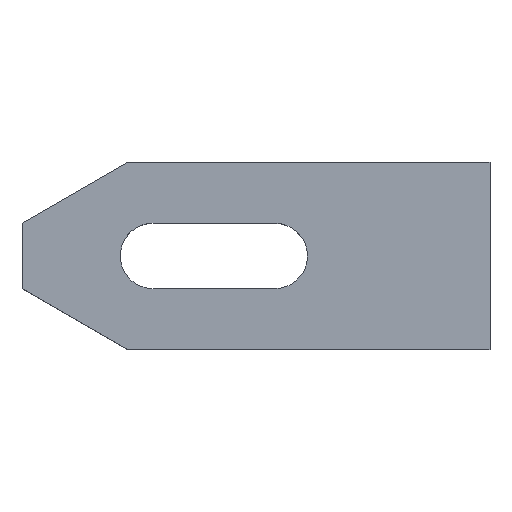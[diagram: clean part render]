
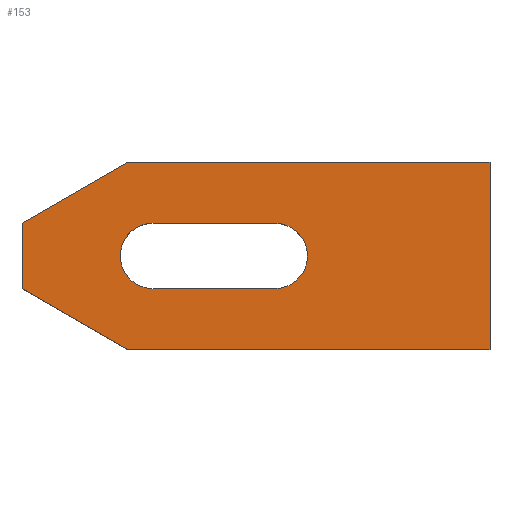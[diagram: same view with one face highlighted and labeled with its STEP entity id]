
A CAD part, top view. The second image highlights one B-rep face of the part: STEP entity #153.
In plain terms, the highlighted planar face has unit normal (0, 0, 1).
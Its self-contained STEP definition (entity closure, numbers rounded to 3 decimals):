
#101=EDGE_CURVE('',#121,#191,#245,.T.);
#105=EDGE_CURVE('',#129,#167,#249,.T.);
#117=VERTEX_POINT('',#261);
#119=EDGE_CURVE('',#169,#121,#263,.T.);
#121=VERTEX_POINT('',#265);
#129=VERTEX_POINT('',#273);
#135=EDGE_CURVE('',#117,#147,#280,.T.);
#137=EDGE_CURVE('',#173,#129,#282,.T.);
#139=EDGE_CURVE('',#191,#117,#284,.T.);
#147=VERTEX_POINT('',#293);
#151=EDGE_CURVE('',#203,#169,#298,.T.);
#153=ADVANCED_FACE('',(#300,#301),#302,.T.);
#159=VERTEX_POINT('',#309);
#167=VERTEX_POINT('',#319);
#169=VERTEX_POINT('',#321);
#173=VERTEX_POINT('',#325);
#191=VERTEX_POINT('',#345);
#193=EDGE_CURVE('',#147,#203,#347,.T.);
#201=EDGE_CURVE('',#159,#173,#357,.T.);
#203=VERTEX_POINT('',#359);
#211=EDGE_CURVE('',#167,#159,#367,.T.);
#245=LINE('',#396,#397);
#249=CIRCLE('',#402,7.0);
#261=CARTESIAN_POINT('',(22.517,-20.0,20.0));
#263=LINE('',#423,#424);
#265=CARTESIAN_POINT('',(100.,20.0,20.0));
#273=CARTESIAN_POINT('',(28.0,-7.0,20.0));
#280=LINE('',#448,#449);
#282=LINE('',#452,#453);
#284=LINE('',#456,#457);
#293=CARTESIAN_POINT('',(0.,-7.0,20.0));
#298=LINE('',#472,#473);
#300=FACE_BOUND('',#475,.T.);
#301=FACE_OUTER_BOUND('',#476,.T.);
#302=PLANE('',#477);
#309=CARTESIAN_POINT('',(54.0,7.0,20.0));
#319=CARTESIAN_POINT('',(28.0,7.0,20.0));
#321=CARTESIAN_POINT('',(22.517,20.0,20.0));
#325=CARTESIAN_POINT('',(54.0,-7.0,20.0));
#345=CARTESIAN_POINT('',(100.,-20.0,20.0));
#347=LINE('',#536,#537);
#357=CIRCLE('',#550,7.0);
#359=CARTESIAN_POINT('',(0.,7.0,20.0));
#367=LINE('',#567,#568);
#396=CARTESIAN_POINT('',(100.,-20.0,20.0));
#397=VECTOR('',#592,1.0);
#402=AXIS2_PLACEMENT_3D('',#593,#594,#595);
#423=CARTESIAN_POINT('',(100.,20.0,20.0));
#424=VECTOR('',#599,1.0);
#448=CARTESIAN_POINT('',(0.,-7.0,20.0));
#449=VECTOR('',#611,1.0);
#452=CARTESIAN_POINT('',(53.974,-7.0,20.0));
#453=VECTOR('',#612,1.0);
#456=CARTESIAN_POINT('',(22.517,-20.0,20.0));
#457=VECTOR('',#613,1.0);
#472=CARTESIAN_POINT('',(22.517,20.0,20.0));
#473=VECTOR('',#630,1.0);
#475=EDGE_LOOP('',(#632,#633,#634,#635));
#476=EDGE_LOOP('',(#636,#637,#638,#639,#640,#641));
#477=AXIS2_PLACEMENT_3D('',#642,#643,#644);
#536=CARTESIAN_POINT('',(0.,7.0,20.0));
#537=VECTOR('',#692,1.0);
#550=AXIS2_PLACEMENT_3D('',#710,#711,#712);
#567=CARTESIAN_POINT('',(40.974,7.0,20.0));
#568=VECTOR('',#716,1.0);
#592=DIRECTION('',(0.0,-1.0,0.0));
#593=CARTESIAN_POINT('',(28.0,0.0,20.0));
#594=DIRECTION('',(0.0,0.0,-1.0));
#595=DIRECTION('',(0.0,-1.0,0.0));
#599=DIRECTION('',(1.0,0.0,0.0));
#611=DIRECTION('',(-0.866,0.5,0.0));
#612=DIRECTION('',(-1.0,0.0,0.0));
#613=DIRECTION('',(-1.0,0.0,0.0));
#630=DIRECTION('',(0.866,0.5,0.0));
#632=ORIENTED_EDGE('',*,*,#105,.T.);
#633=ORIENTED_EDGE('',*,*,#211,.T.);
#634=ORIENTED_EDGE('',*,*,#201,.T.);
#635=ORIENTED_EDGE('',*,*,#137,.T.);
#636=ORIENTED_EDGE('',*,*,#139,.F.);
#637=ORIENTED_EDGE('',*,*,#101,.F.);
#638=ORIENTED_EDGE('',*,*,#119,.F.);
#639=ORIENTED_EDGE('',*,*,#151,.F.);
#640=ORIENTED_EDGE('',*,*,#193,.F.);
#641=ORIENTED_EDGE('',*,*,#135,.F.);
#642=CARTESIAN_POINT('',(53.947,0.,20.0));
#643=DIRECTION('',(0.0,0.0,1.0));
#644=DIRECTION('',(1.0,0.0,0.0));
#692=DIRECTION('',(0.0,1.0,0.0));
#710=CARTESIAN_POINT('',(54.0,0.0,20.0));
#711=DIRECTION('',(0.0,0.0,-1.0));
#712=DIRECTION('',(0.0,1.0,0.0));
#716=DIRECTION('',(1.0,0.0,0.0));
